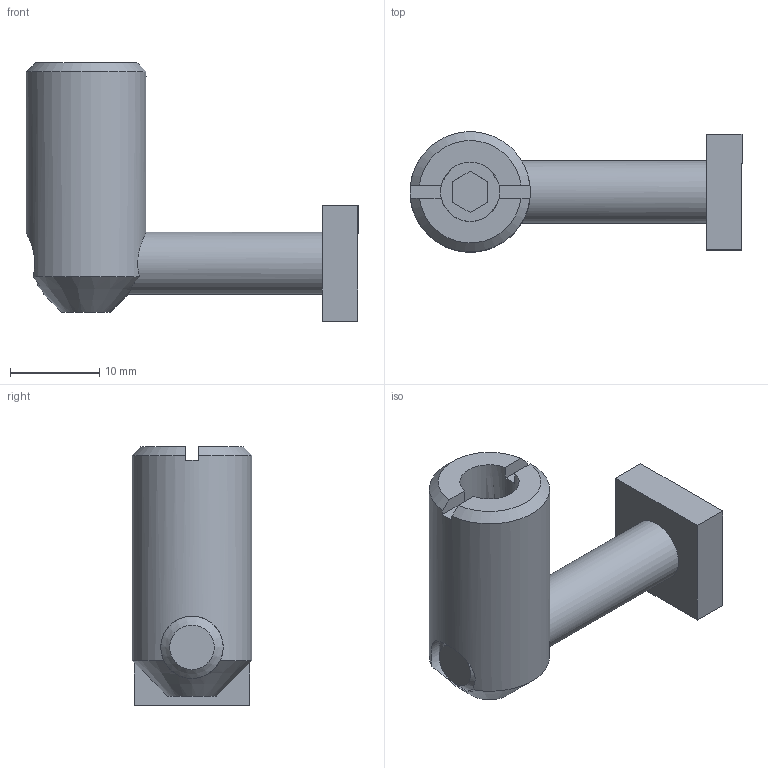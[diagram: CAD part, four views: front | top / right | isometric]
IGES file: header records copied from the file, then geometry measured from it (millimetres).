
Global section: file name: 311400.stp.ipt; native system: Autodesk Inventor 2014; preprocessor: unknown; author: zeman; date: 20151020.095917; units: millimetre
Bounding box: 37.25 x 13.45 x 29 mm (x, y, z)
Volume: 4953 mm3; surface area: 3524 mm2
Topology: 3 solids, 3 shells, 39 faces, 98 edges, 64 vertices
Faces by surface type: plane 27, cone 5, revolution 4, cylinder 3
Full cylindrical faces by diameter (mm): 7 x1, 8 x1, 13.5 x1
